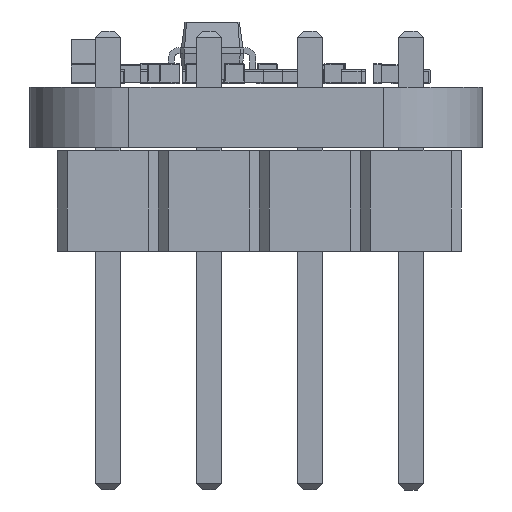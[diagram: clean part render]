
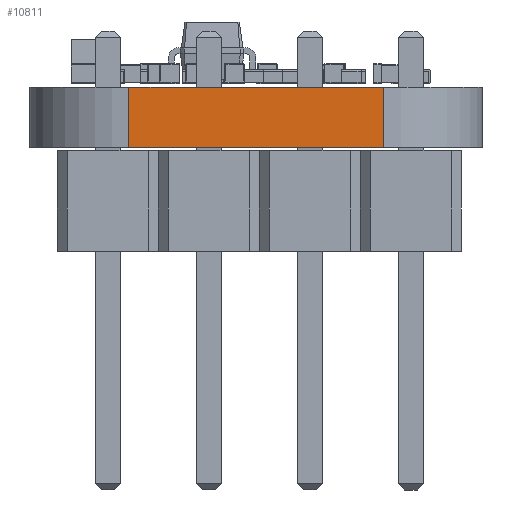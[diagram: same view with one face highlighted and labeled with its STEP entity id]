
A CAD part, left-side view. The second image highlights one B-rep face of the part: STEP entity #10811.
In plain terms, the highlighted planar face has unit normal (-1, 0, 0).
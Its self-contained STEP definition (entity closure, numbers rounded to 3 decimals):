
#9632 = VERTEX_POINT('',#9633);
#9633 = CARTESIAN_POINT('',(110.287,-90.87,0.));
#9640 = EDGE_CURVE('',#9641,#9632,#9643,.T.);
#9641 = VERTEX_POINT('',#9642);
#9642 = CARTESIAN_POINT('',(110.287,-97.27,0.));
#9643 = LINE('',#9644,#9645);
#9644 = CARTESIAN_POINT('',(110.287,-97.27,0.));
#9645 = VECTOR('',#9646,1.);
#9646 = DIRECTION('',(0.,1.,0.));
#10143 = VERTEX_POINT('',#10144);
#10144 = CARTESIAN_POINT('',(110.287,-90.87,1.51));
#10151 = EDGE_CURVE('',#10152,#10143,#10154,.T.);
#10152 = VERTEX_POINT('',#10153);
#10153 = CARTESIAN_POINT('',(110.287,-97.27,1.51));
#10154 = LINE('',#10155,#10156);
#10155 = CARTESIAN_POINT('',(110.287,-97.27,1.51));
#10156 = VECTOR('',#10157,1.);
#10157 = DIRECTION('',(0.,1.,0.));
#10781 = EDGE_CURVE('',#9632,#10143,#10782,.T.);
#10782 = LINE('',#10783,#10784);
#10783 = CARTESIAN_POINT('',(110.287,-90.87,0.));
#10784 = VECTOR('',#10785,1.);
#10785 = DIRECTION('',(0.,0.,1.));
#10811 = ADVANCED_FACE('',(#10812),#10823,.T.);
#10812 = FACE_BOUND('',#10813,.T.);
#10813 = EDGE_LOOP('',(#10814,#10820,#10821,#10822));
#10814 = ORIENTED_EDGE('',*,*,#10815,.T.);
#10815 = EDGE_CURVE('',#9641,#10152,#10816,.T.);
#10816 = LINE('',#10817,#10818);
#10817 = CARTESIAN_POINT('',(110.287,-97.27,0.));
#10818 = VECTOR('',#10819,1.);
#10819 = DIRECTION('',(0.,0.,1.));
#10820 = ORIENTED_EDGE('',*,*,#10151,.T.);
#10821 = ORIENTED_EDGE('',*,*,#10781,.F.);
#10822 = ORIENTED_EDGE('',*,*,#9640,.F.);
#10823 = PLANE('',#10824);
#10824 = AXIS2_PLACEMENT_3D('',#10825,#10826,#10827);
#10825 = CARTESIAN_POINT('',(110.287,-97.27,0.));
#10826 = DIRECTION('',(-1.,0.,0.));
#10827 = DIRECTION('',(0.,1.,0.));
